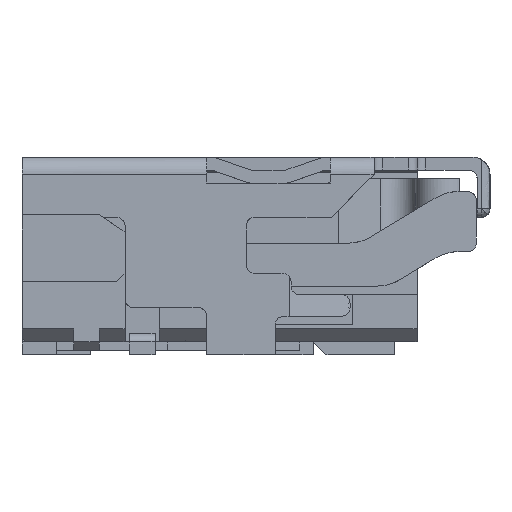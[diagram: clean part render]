
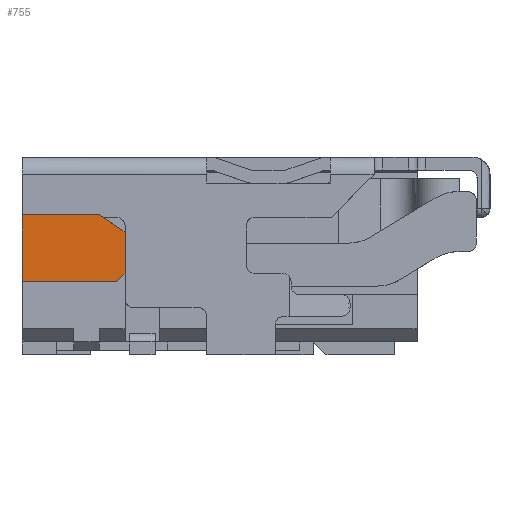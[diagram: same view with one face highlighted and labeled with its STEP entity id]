
A CAD part, left-side view. The second image highlights one B-rep face of the part: STEP entity #755.
In plain terms, the highlighted planar face has unit normal (-1, 0, 0).
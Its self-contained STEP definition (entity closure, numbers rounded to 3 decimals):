
#755=ADVANCED_FACE('',(#1447),#13591,.T.);
#1447=FACE_OUTER_BOUND('',#2139,.T.);
#2139=EDGE_LOOP('',(#4711,#4712,#4713,#4714,#4715,#4716));
#4711=ORIENTED_EDGE('',*,*,#7905,.T.);
#4712=ORIENTED_EDGE('',*,*,#7923,.T.);
#4713=ORIENTED_EDGE('',*,*,#7951,.T.);
#4714=ORIENTED_EDGE('',*,*,#7955,.T.);
#4715=ORIENTED_EDGE('',*,*,#7954,.F.);
#4716=ORIENTED_EDGE('',*,*,#7773,.T.);
#7773=EDGE_CURVE('',#12366,#12367,#10428,.T.);
#7905=EDGE_CURVE('',#12367,#12409,#10544,.T.);
#7923=EDGE_CURVE('',#12409,#12421,#10562,.T.);
#7951=EDGE_CURVE('',#12421,#12435,#10590,.T.);
#7954=EDGE_CURVE('',#12366,#12437,#10593,.T.);
#7955=EDGE_CURVE('',#12435,#12437,#10594,.T.);
#10428=B_SPLINE_CURVE_WITH_KNOTS('',1,(#19261,#19262),.UNSPECIFIED.,.F.,
 .F.,(2,2),(-1.,0.),.UNSPECIFIED.);
#10544=B_SPLINE_CURVE_WITH_KNOTS('',1,(#19541,#19542),.UNSPECIFIED.,.F.,
 .F.,(2,2),(0.,1.),.UNSPECIFIED.);
#10562=B_SPLINE_CURVE_WITH_KNOTS('',1,(#19577,#19578),.UNSPECIFIED.,.F.,
 .F.,(2,2),(-10.,-9.),.UNSPECIFIED.);
#10590=B_SPLINE_CURVE_WITH_KNOTS('',1,(#19633,#19634),.UNSPECIFIED.,.F.,
 .F.,(2,2),(-1.,0.),.UNSPECIFIED.);
#10593=B_SPLINE_CURVE_WITH_KNOTS('',1,(#19639,#19640),.UNSPECIFIED.,.F.,
 .F.,(2,2),(0.,1.),.UNSPECIFIED.);
#10594=B_SPLINE_CURVE_WITH_KNOTS('',1,(#19641,#19642),.UNSPECIFIED.,.F.,
 .F.,(2,2),(3.,4.),.UNSPECIFIED.);
#12366=VERTEX_POINT('',#16756);
#12367=VERTEX_POINT('',#16757);
#12409=VERTEX_POINT('',#16799);
#12421=VERTEX_POINT('',#16811);
#12435=VERTEX_POINT('',#16825);
#12437=VERTEX_POINT('',#16827);
#13591=PLANE('',#14301);
#14301=AXIS2_PLACEMENT_3D('',#15899,#14876,$);
#14876=DIRECTION('',(-1.,0.,0.));
#15899=CARTESIAN_POINT('',(-6.02,2.79,0.825));
#16756=CARTESIAN_POINT('',(-6.02,1.69,0.825));
#16757=CARTESIAN_POINT('',(-6.02,1.59,0.925));
#16799=CARTESIAN_POINT('',(-6.02,1.59,1.405));
#16811=CARTESIAN_POINT('',(-6.02,1.89,1.605));
#16825=CARTESIAN_POINT('',(-6.02,2.79,1.605));
#16827=CARTESIAN_POINT('',(-6.02,2.79,0.825));
#19261=CARTESIAN_POINT('',(-6.02,1.69,0.825));
#19262=CARTESIAN_POINT('',(-6.02,1.59,0.925));
#19541=CARTESIAN_POINT('',(-6.02,1.59,0.925));
#19542=CARTESIAN_POINT('',(-6.02,1.59,1.405));
#19577=CARTESIAN_POINT('',(-6.02,1.59,1.405));
#19578=CARTESIAN_POINT('',(-6.02,1.89,1.605));
#19633=CARTESIAN_POINT('',(-6.02,1.89,1.605));
#19634=CARTESIAN_POINT('',(-6.02,2.79,1.605));
#19639=CARTESIAN_POINT('',(-6.02,1.69,0.825));
#19640=CARTESIAN_POINT('',(-6.02,2.79,0.825));
#19641=CARTESIAN_POINT('',(-6.02,2.79,1.605));
#19642=CARTESIAN_POINT('',(-6.02,2.79,0.825));
